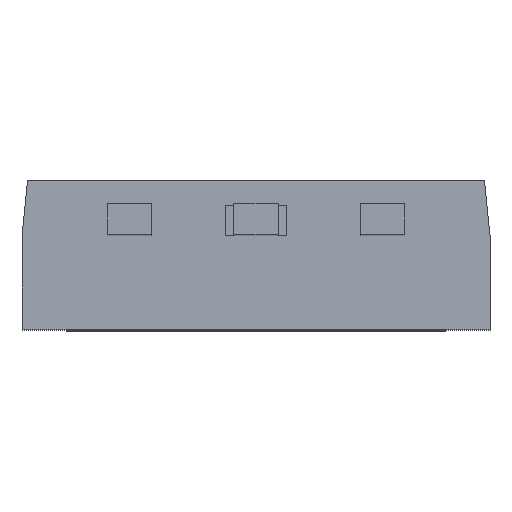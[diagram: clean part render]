
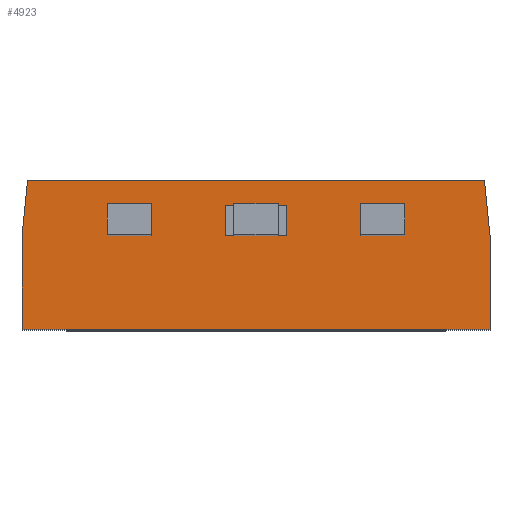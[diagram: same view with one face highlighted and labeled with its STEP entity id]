
A CAD part, top view. The second image highlights one B-rep face of the part: STEP entity #4923.
In plain terms, the highlighted planar face has unit normal (0, 0, 1).
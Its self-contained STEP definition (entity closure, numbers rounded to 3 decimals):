
#23=DIRECTION('',(1.,0.,0.));
#24=VECTOR('',#23,8.5);
#25=CARTESIAN_POINT('',(-4.25,0.,0.));
#26=LINE('',#25,#24);
#118=DIRECTION('',(-0.1,0.995,0.));
#119=VECTOR('',#118,1.005);
#120=CARTESIAN_POINT('',(4.25,1.7,0.));
#121=LINE('',#120,#119);
#125=DIRECTION('',(0.,1.,0.));
#126=VECTOR('',#125,1.7);
#127=CARTESIAN_POINT('',(-4.25,0.,0.));
#128=LINE('',#127,#126);
#132=DIRECTION('',(-0.1,-0.995,0.));
#133=VECTOR('',#132,1.005);
#134=CARTESIAN_POINT('',(-4.15,2.7,0.));
#135=LINE('',#134,#133);
#139=DIRECTION('',(1.,0.,0.));
#140=VECTOR('',#139,0.8);
#141=CARTESIAN_POINT('',(-2.7,1.7,0.));
#142=LINE('',#141,#140);
#146=DIRECTION('',(0.,1.,0.));
#147=VECTOR('',#146,0.55);
#148=CARTESIAN_POINT('',(-1.9,1.7,0.));
#149=LINE('',#148,#147);
#153=DIRECTION('',(1.,0.,0.));
#154=VECTOR('',#153,0.8);
#155=CARTESIAN_POINT('',(-2.7,2.25,0.));
#156=LINE('',#155,#154);
#160=DIRECTION('',(0.,1.,0.));
#161=VECTOR('',#160,0.55);
#162=CARTESIAN_POINT('',(-2.7,1.7,0.));
#163=LINE('',#162,#161);
#167=DIRECTION('',(1.,0.,0.));
#168=VECTOR('',#167,1.1);
#169=CARTESIAN_POINT('',(-0.55,1.7,0.));
#170=LINE('',#169,#168);
#174=DIRECTION('',(0.,1.,0.));
#175=VECTOR('',#174,0.55);
#176=CARTESIAN_POINT('',(0.55,1.7,0.));
#177=LINE('',#176,#175);
#181=DIRECTION('',(1.,0.,0.));
#182=VECTOR('',#181,1.1);
#183=CARTESIAN_POINT('',(-0.55,2.25,0.));
#184=LINE('',#183,#182);
#188=DIRECTION('',(0.,1.,0.));
#189=VECTOR('',#188,0.55);
#190=CARTESIAN_POINT('',(-0.55,1.7,0.));
#191=LINE('',#190,#189);
#195=DIRECTION('',(1.,0.,0.));
#196=VECTOR('',#195,0.8);
#197=CARTESIAN_POINT('',(1.9,1.7,0.));
#198=LINE('',#197,#196);
#202=DIRECTION('',(0.,1.,0.));
#203=VECTOR('',#202,0.55);
#204=CARTESIAN_POINT('',(2.7,1.7,0.));
#205=LINE('',#204,#203);
#209=DIRECTION('',(1.,0.,0.));
#210=VECTOR('',#209,0.8);
#211=CARTESIAN_POINT('',(1.9,2.25,0.));
#212=LINE('',#211,#210);
#216=DIRECTION('',(0.,1.,0.));
#217=VECTOR('',#216,0.55);
#218=CARTESIAN_POINT('',(1.9,1.7,0.));
#219=LINE('',#218,#217);
#251=DIRECTION('',(1.,0.,0.));
#252=VECTOR('',#251,8.3);
#253=CARTESIAN_POINT('',(-4.15,2.7,0.));
#254=LINE('',#253,#252);
#3654=DIRECTION('',(0.,1.,0.));
#3655=VECTOR('',#3654,1.7);
#3656=CARTESIAN_POINT('',(4.25,0.,0.));
#3657=LINE('',#3656,#3655);
#4000=CARTESIAN_POINT('',(-4.25,0.,0.));
#4002=VERTEX_POINT('',#4000);
#4003=CARTESIAN_POINT('',(4.25,0.,0.));
#4004=VERTEX_POINT('',#4003);
#4011=CARTESIAN_POINT('',(4.25,1.7,0.));
#4012=VERTEX_POINT('',#4011);
#4013=CARTESIAN_POINT('',(4.15,2.7,0.));
#4014=VERTEX_POINT('',#4013);
#4015=CARTESIAN_POINT('',(-4.15,2.7,0.));
#4016=CARTESIAN_POINT('',(-4.25,1.7,0.));
#4017=VERTEX_POINT('',#4015);
#4018=VERTEX_POINT('',#4016);
#4071=CARTESIAN_POINT('',(-2.7,1.7,0.));
#4072=CARTESIAN_POINT('',(-1.9,1.7,0.));
#4073=VERTEX_POINT('',#4071);
#4074=VERTEX_POINT('',#4072);
#4075=CARTESIAN_POINT('',(-0.55,1.7,0.));
#4076=CARTESIAN_POINT('',(0.55,1.7,0.));
#4077=VERTEX_POINT('',#4075);
#4078=VERTEX_POINT('',#4076);
#4079=CARTESIAN_POINT('',(1.9,1.7,0.));
#4080=CARTESIAN_POINT('',(2.7,1.7,0.));
#4081=VERTEX_POINT('',#4079);
#4082=VERTEX_POINT('',#4080);
#4083=CARTESIAN_POINT('',(-2.7,2.25,0.));
#4084=CARTESIAN_POINT('',(-1.9,2.25,0.));
#4085=VERTEX_POINT('',#4083);
#4086=VERTEX_POINT('',#4084);
#4087=CARTESIAN_POINT('',(-0.55,2.25,0.));
#4088=CARTESIAN_POINT('',(0.55,2.25,0.));
#4089=VERTEX_POINT('',#4087);
#4090=VERTEX_POINT('',#4088);
#4091=CARTESIAN_POINT('',(1.9,2.25,0.));
#4092=CARTESIAN_POINT('',(2.7,2.25,0.));
#4093=VERTEX_POINT('',#4091);
#4094=VERTEX_POINT('',#4092);
#4877=CARTESIAN_POINT('',(-4.25,0.,0.));
#4878=DIRECTION('',(0.,0.,1.));
#4879=DIRECTION('',(1.,0.,0.));
#4880=AXIS2_PLACEMENT_3D('',#4877,#4878,#4879);
#4881=PLANE('',#4880);
#4883=ORIENTED_EDGE('',*,*,#4882,.F.);
#4885=ORIENTED_EDGE('',*,*,#4884,.F.);
#4886=ORIENTED_EDGE('',*,*,#4762,.F.);
#4887=ORIENTED_EDGE('',*,*,#4830,.T.);
#4888=ORIENTED_EDGE('',*,*,#4855,.F.);
#4890=ORIENTED_EDGE('',*,*,#4889,.T.);
#4891=EDGE_LOOP('',(#4883,#4885,#4886,#4887,#4888,#4890));
#4892=FACE_OUTER_BOUND('',#4891,.F.);
#4894=ORIENTED_EDGE('',*,*,#4893,.T.);
#4896=ORIENTED_EDGE('',*,*,#4895,.T.);
#4898=ORIENTED_EDGE('',*,*,#4897,.F.);
#4900=ORIENTED_EDGE('',*,*,#4899,.F.);
#4901=EDGE_LOOP('',(#4894,#4896,#4898,#4900));
#4902=FACE_BOUND('',#4901,.F.);
#4904=ORIENTED_EDGE('',*,*,#4903,.T.);
#4906=ORIENTED_EDGE('',*,*,#4905,.T.);
#4908=ORIENTED_EDGE('',*,*,#4907,.F.);
#4910=ORIENTED_EDGE('',*,*,#4909,.F.);
#4911=EDGE_LOOP('',(#4904,#4906,#4908,#4910));
#4912=FACE_BOUND('',#4911,.F.);
#4914=ORIENTED_EDGE('',*,*,#4913,.T.);
#4916=ORIENTED_EDGE('',*,*,#4915,.T.);
#4918=ORIENTED_EDGE('',*,*,#4917,.F.);
#4920=ORIENTED_EDGE('',*,*,#4919,.F.);
#4921=EDGE_LOOP('',(#4914,#4916,#4918,#4920));
#4922=FACE_BOUND('',#4921,.F.);
#4923=ADVANCED_FACE('',(#4892,#4902,#4912,#4922),#4881,.T.);
#4762=EDGE_CURVE('',#4002,#4004,#26,.T.);
#4830=EDGE_CURVE('',#4002,#4018,#128,.T.);
#4855=EDGE_CURVE('',#4017,#4018,#135,.T.);
#4882=EDGE_CURVE('',#4012,#4014,#121,.T.);
#4884=EDGE_CURVE('',#4004,#4012,#3657,.T.);
#4889=EDGE_CURVE('',#4017,#4014,#254,.T.);
#4893=EDGE_CURVE('',#4073,#4074,#142,.T.);
#4895=EDGE_CURVE('',#4074,#4086,#149,.T.);
#4897=EDGE_CURVE('',#4085,#4086,#156,.T.);
#4899=EDGE_CURVE('',#4073,#4085,#163,.T.);
#4903=EDGE_CURVE('',#4077,#4078,#170,.T.);
#4905=EDGE_CURVE('',#4078,#4090,#177,.T.);
#4907=EDGE_CURVE('',#4089,#4090,#184,.T.);
#4909=EDGE_CURVE('',#4077,#4089,#191,.T.);
#4913=EDGE_CURVE('',#4081,#4082,#198,.T.);
#4915=EDGE_CURVE('',#4082,#4094,#205,.T.);
#4917=EDGE_CURVE('',#4093,#4094,#212,.T.);
#4919=EDGE_CURVE('',#4081,#4093,#219,.T.);
